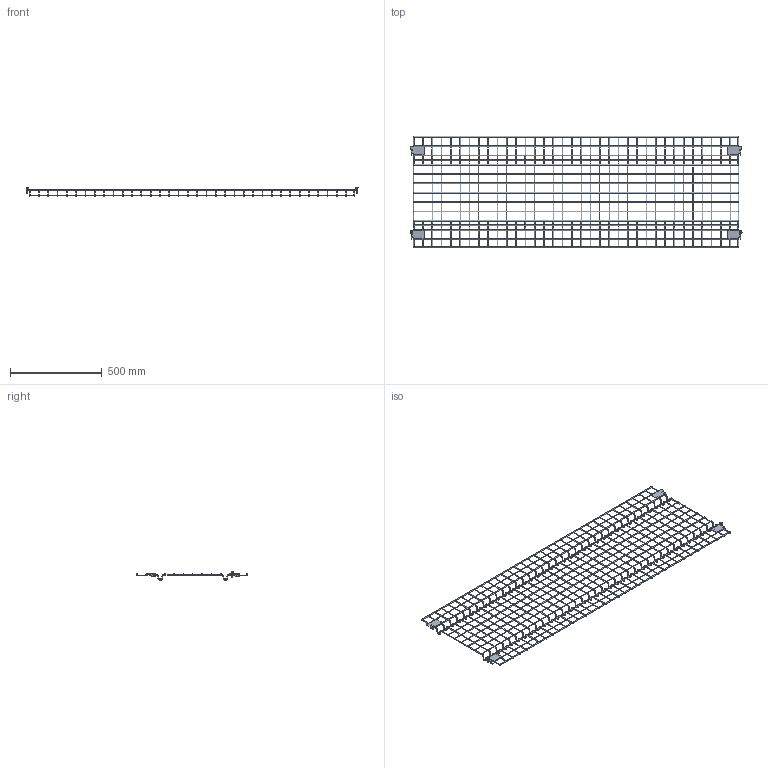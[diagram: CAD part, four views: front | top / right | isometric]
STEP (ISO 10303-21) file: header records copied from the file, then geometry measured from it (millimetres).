
FILE_DESCRIPTION (( 'STEP AP214' ), '1' );
FILE_NAME ('X07024.STEP', '2024-02-23T11:28:30', ( '' ), ( '' ), 'SwSTEP 2.0', 'SolidWorks 2023', '' );
FILE_SCHEMA (( 'AUTOMOTIVE_DESIGN' ));
Length unit declared in the file: inch
Products named in the file (1): X07024
Bounding box: 1811.35 x 606.42 x 47.06 mm (x, y, z)
Volume: 709388.4 mm3; surface area: 687282.7 mm2
Topology: 59 solids, 59 shells, 869 faces, 2052 edges, 1305 vertices
Faces by surface type: cylinder 375, bspline 300, plane 182, cone 12
Full cylindrical faces by diameter (mm): 4.064 x339, 4.763 x2, 5.105 x2, 6.229 x2, 6.35 x2
Entity records: 25897 total; most frequent: CARTESIAN_POINT 11254, DIRECTION 2860, ORIENTED_EDGE 1980, EDGE_LOOP 1532, FACE_OUTER_BOUND 1512, AXIS2_PLACEMENT_3D 1328, EDGE_CURVE 990, VERTEX_POINT 898
